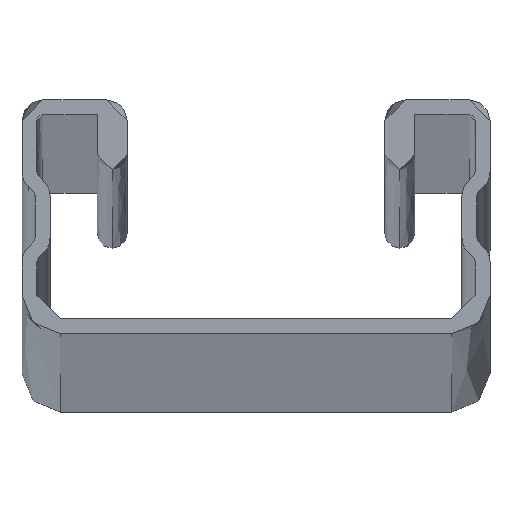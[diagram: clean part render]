
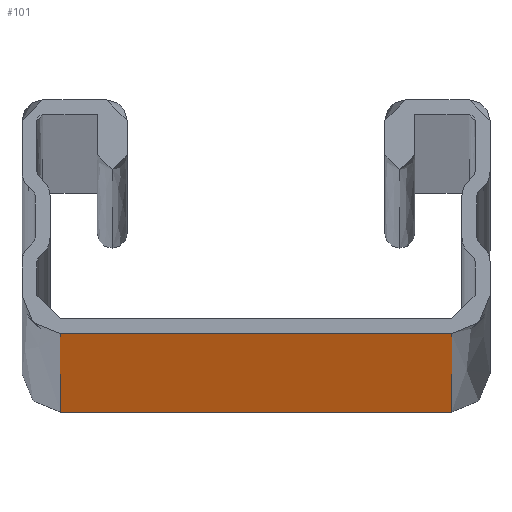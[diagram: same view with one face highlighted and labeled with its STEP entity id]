
A CAD part, top view. The second image highlights one B-rep face of the part: STEP entity #101.
In plain terms, the highlighted planar face has unit normal (0, -1, 0).
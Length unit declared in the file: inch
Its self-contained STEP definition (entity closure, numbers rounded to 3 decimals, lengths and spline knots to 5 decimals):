
#101=ADVANCED_FACE('',(#249),#250,.T.);
#249=FACE_OUTER_BOUND('',#473,.T.);
#250=PLANE('',#474);
#473=EDGE_LOOP('',(#944,#945,#946,#947));
#474=AXIS2_PLACEMENT_3D('',#948,#949,#950);
#944=ORIENTED_EDGE('',*,*,#1474,.T.);
#945=ORIENTED_EDGE('',*,*,#1475,.F.);
#946=ORIENTED_EDGE('',*,*,#1476,.F.);
#947=ORIENTED_EDGE('',*,*,#1477,.T.);
#948=CARTESIAN_POINT('',(0.5225,0.0,0.0));
#949=DIRECTION('',(0.0,-1.0,0.0));
#950=DIRECTION('',(1.0,0.0,-0.0));
#1474=EDGE_CURVE('',#1739,#1740,#1741,.T.);
#1475=EDGE_CURVE('',#1742,#1740,#1743,.T.);
#1476=EDGE_CURVE('',#1744,#1742,#1745,.T.);
#1477=EDGE_CURVE('',#1744,#1739,#1746,.T.);
#1739=VERTEX_POINT('',#2125);
#1740=VERTEX_POINT('',#2126);
#1741=LINE('',#2127,#2128);
#1742=VERTEX_POINT('',#2129);
#1743=LINE('',#2130,#2131);
#1744=VERTEX_POINT('',#2132);
#1745=LINE('',#2133,#2134);
#1746=LINE('',#2135,#2136);
#2125=CARTESIAN_POINT('',(1.045,0.0,120.0));
#2126=CARTESIAN_POINT('',(0.0,0.0,120.0));
#2127=CARTESIAN_POINT('',(1.045,0.0,120.0));
#2128=VECTOR('',#2645,1.0);
#2129=CARTESIAN_POINT('',(0.0,0.0,0.0));
#2130=CARTESIAN_POINT('',(0.0,0.0,0.0));
#2131=VECTOR('',#2646,1.0);
#2132=CARTESIAN_POINT('',(1.045,0.0,0.0));
#2133=CARTESIAN_POINT('',(1.045,0.0,0.0));
#2134=VECTOR('',#2647,1.0);
#2135=CARTESIAN_POINT('',(1.045,0.0,0.0));
#2136=VECTOR('',#2648,1.0);
#2645=DIRECTION('',(-1.0,0.0,0.0));
#2646=DIRECTION('',(0.0,0.0,1.0));
#2647=DIRECTION('',(-1.0,0.0,0.0));
#2648=DIRECTION('',(0.0,0.0,1.0));
